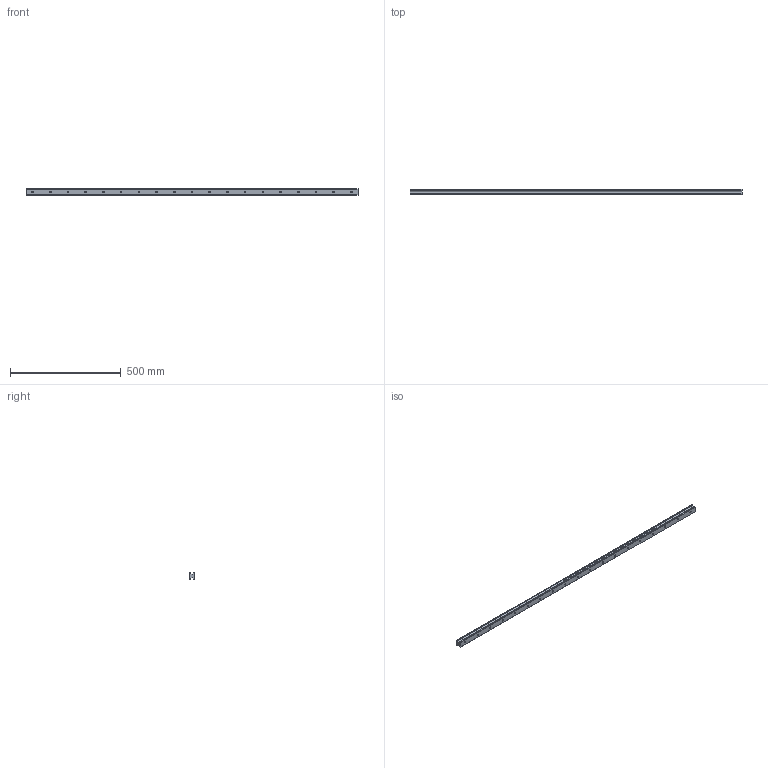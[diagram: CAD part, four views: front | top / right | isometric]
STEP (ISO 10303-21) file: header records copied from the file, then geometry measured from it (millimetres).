
FILE_DESCRIPTION (( 'STEP AP214' ), '1' );
FILE_NAME ('SSR30XTB1SS-1500L_G30_0_B-M6F_701-5_0_0_0.STEP', '2021-06-29T11:02:24', ( '' ), ( '' ), 'SwSTEP 2.0', 'SolidWorks 2021', '' );
FILE_SCHEMA (( 'AUTOMOTIVE_DESIGN' ));
Length unit declared in the file: millimetre
Products named in the file (2): SSR30XTB1SS-1500L_G30_0_B-M6F_701-5_0_0_0; _SSR30XTBY150030 Track
Assembly tree (1 placements, depth 2):
  SSR30XTB1SS-1500L_G30_0_B-M6F_701-5_0_0_0
    _SSR30XTBY150030 Track
Bounding box: 1500 x 23 x 28 mm (x, y, z)
Volume: 809857.6 mm3; surface area: 174911.4 mm2
Topology: 1 solids, 1 shells, 122 faces, 303 edges, 202 vertices
Faces by surface type: cylinder 83, plane 39
Entity records: 3855 total; most frequent: DIRECTION 721, CARTESIAN_POINT 631, ORIENTED_EDGE 606, EDGE_CURVE 303, AXIS2_PLACEMENT_3D 292, VERTEX_POINT 202, EDGE_LOOP 179, CIRCLE 166
